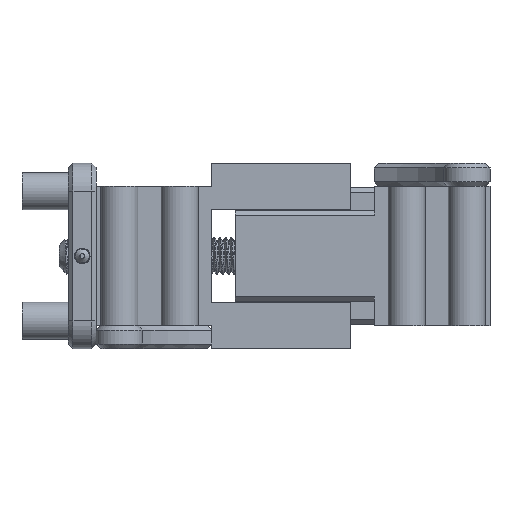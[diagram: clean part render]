
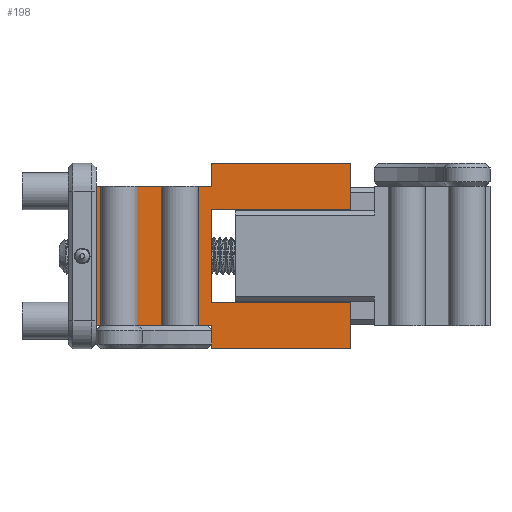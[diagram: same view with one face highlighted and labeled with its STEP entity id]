
A CAD part, front view. The second image highlights one B-rep face of the part: STEP entity #198.
In plain terms, the highlighted planar face has unit normal (0, -1, 0).
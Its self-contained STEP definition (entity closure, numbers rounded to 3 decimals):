
#62 = VERTEX_POINT('',#63);
#63 = CARTESIAN_POINT('',(12.5,40.,-10.));
#69 = EDGE_CURVE('',#70,#62,#72,.T.);
#70 = VERTEX_POINT('',#71);
#71 = CARTESIAN_POINT('',(12.5,40.,-20.));
#72 = LINE('',#73,#74);
#73 = CARTESIAN_POINT('',(12.5,40.,-20.));
#74 = VECTOR('',#75,1.);
#75 = DIRECTION('',(0.,0.,1.));
#157 = VERTEX_POINT('',#158);
#158 = CARTESIAN_POINT('',(-17.5,40.,-10.));
#164 = EDGE_CURVE('',#62,#157,#165,.T.);
#165 = LINE('',#166,#167);
#166 = CARTESIAN_POINT('',(12.5,40.,-10.));
#167 = VECTOR('',#168,1.);
#168 = DIRECTION('',(-1.,-0.,-0.));
#198 = ADVANCED_FACE('',(#199),#281,.F.);
#199 = FACE_BOUND('',#200,.F.);
#200 = EDGE_LOOP('',(#201,#209,#217,#225,#233,#241,#249,#257,#265,#273,
    #279,#280));
#201 = ORIENTED_EDGE('',*,*,#202,.F.);
#202 = EDGE_CURVE('',#203,#70,#205,.T.);
#203 = VERTEX_POINT('',#204);
#204 = CARTESIAN_POINT('',(-17.5,40.,-20.));
#205 = LINE('',#206,#207);
#206 = CARTESIAN_POINT('',(-42.5,40.,-20.));
#207 = VECTOR('',#208,1.);
#208 = DIRECTION('',(1.,0.,0.));
#209 = ORIENTED_EDGE('',*,*,#210,.T.);
#210 = EDGE_CURVE('',#203,#211,#213,.T.);
#211 = VERTEX_POINT('',#212);
#212 = CARTESIAN_POINT('',(-17.5,40.,-15.));
#213 = LINE('',#214,#215);
#214 = CARTESIAN_POINT('',(-17.5,40.,-20.));
#215 = VECTOR('',#216,1.);
#216 = DIRECTION('',(0.,0.,1.));
#217 = ORIENTED_EDGE('',*,*,#218,.T.);
#218 = EDGE_CURVE('',#211,#219,#221,.T.);
#219 = VERTEX_POINT('',#220);
#220 = CARTESIAN_POINT('',(-42.5,40.,-15.));
#221 = LINE('',#222,#223);
#222 = CARTESIAN_POINT('',(-30.,40.,-15.));
#223 = VECTOR('',#224,1.);
#224 = DIRECTION('',(-1.,0.,0.));
#225 = ORIENTED_EDGE('',*,*,#226,.T.);
#226 = EDGE_CURVE('',#219,#227,#229,.T.);
#227 = VERTEX_POINT('',#228);
#228 = CARTESIAN_POINT('',(-42.5,40.,15.));
#229 = LINE('',#230,#231);
#230 = CARTESIAN_POINT('',(-42.5,40.,-20.));
#231 = VECTOR('',#232,1.);
#232 = DIRECTION('',(0.,0.,1.));
#233 = ORIENTED_EDGE('',*,*,#234,.F.);
#234 = EDGE_CURVE('',#235,#227,#237,.T.);
#235 = VERTEX_POINT('',#236);
#236 = CARTESIAN_POINT('',(-17.5,40.,15.));
#237 = LINE('',#238,#239);
#238 = CARTESIAN_POINT('',(-30.,40.,15.));
#239 = VECTOR('',#240,1.);
#240 = DIRECTION('',(-1.,0.,0.));
#241 = ORIENTED_EDGE('',*,*,#242,.F.);
#242 = EDGE_CURVE('',#243,#235,#245,.T.);
#243 = VERTEX_POINT('',#244);
#244 = CARTESIAN_POINT('',(-17.5,40.,20.));
#245 = LINE('',#246,#247);
#246 = CARTESIAN_POINT('',(-17.5,40.,0.));
#247 = VECTOR('',#248,1.);
#248 = DIRECTION('',(0.,0.,-1.));
#249 = ORIENTED_EDGE('',*,*,#250,.T.);
#250 = EDGE_CURVE('',#243,#251,#253,.T.);
#251 = VERTEX_POINT('',#252);
#252 = CARTESIAN_POINT('',(12.5,40.,20.));
#253 = LINE('',#254,#255);
#254 = CARTESIAN_POINT('',(-42.5,40.,20.));
#255 = VECTOR('',#256,1.);
#256 = DIRECTION('',(1.,0.,0.));
#257 = ORIENTED_EDGE('',*,*,#258,.F.);
#258 = EDGE_CURVE('',#259,#251,#261,.T.);
#259 = VERTEX_POINT('',#260);
#260 = CARTESIAN_POINT('',(12.5,40.,10.));
#261 = LINE('',#262,#263);
#262 = CARTESIAN_POINT('',(12.5,40.,-20.));
#263 = VECTOR('',#264,1.);
#264 = DIRECTION('',(0.,0.,1.));
#265 = ORIENTED_EDGE('',*,*,#266,.T.);
#266 = EDGE_CURVE('',#259,#267,#269,.T.);
#267 = VERTEX_POINT('',#268);
#268 = CARTESIAN_POINT('',(-17.5,40.,10.));
#269 = LINE('',#270,#271);
#270 = CARTESIAN_POINT('',(12.5,40.,10.));
#271 = VECTOR('',#272,1.);
#272 = DIRECTION('',(-1.,-0.,-0.));
#273 = ORIENTED_EDGE('',*,*,#274,.T.);
#274 = EDGE_CURVE('',#267,#157,#275,.T.);
#275 = LINE('',#276,#277);
#276 = CARTESIAN_POINT('',(-17.5,40.,10.));
#277 = VECTOR('',#278,1.);
#278 = DIRECTION('',(0.,0.,-1.));
#279 = ORIENTED_EDGE('',*,*,#164,.F.);
#280 = ORIENTED_EDGE('',*,*,#69,.F.);
#281 = PLANE('',#282);
#282 = AXIS2_PLACEMENT_3D('',#283,#284,#285);
#283 = CARTESIAN_POINT('',(-42.5,40.,-20.));
#284 = DIRECTION('',(0.,1.,0.));
#285 = DIRECTION('',(1.,0.,0.));
